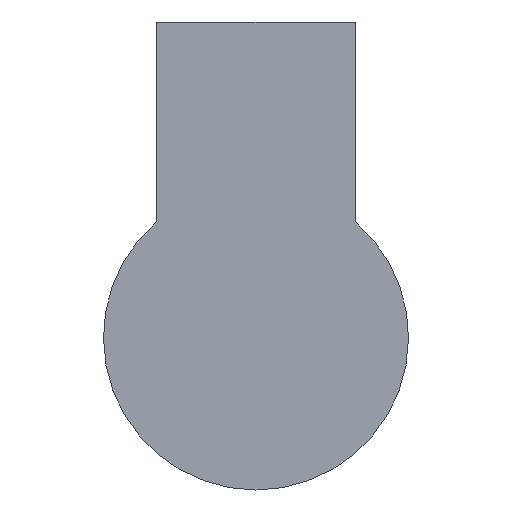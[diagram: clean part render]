
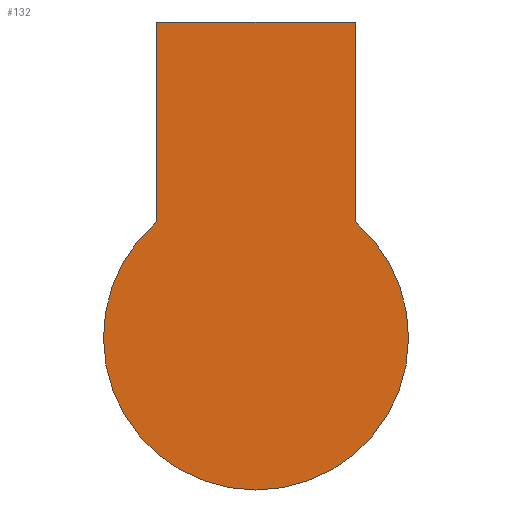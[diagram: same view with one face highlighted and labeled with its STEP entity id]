
A CAD part, front view. The second image highlights one B-rep face of the part: STEP entity #132.
In plain terms, the highlighted planar face has unit normal (0, -1, 0).
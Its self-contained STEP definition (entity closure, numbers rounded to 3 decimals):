
#49=PLANE('',#161);
#54=FACE_OUTER_BOUND('',#60,.T.);
#60=EDGE_LOOP('',(#115,#116,#117,#118));
#63=CIRCLE('',#156,46.);
#72=LINE('',#252,#80);
#73=LINE('',#256,#81);
#74=LINE('',#257,#82);
#80=VECTOR('',#195,10.);
#81=VECTOR('',#200,10.);
#82=VECTOR('',#201,10.);
#83=VERTEX_POINT('',#236);
#85=VERTEX_POINT('',#239);
#89=VERTEX_POINT('',#251);
#90=VERTEX_POINT('',#255);
#92=EDGE_CURVE('',#85,#83,#63,.T.);
#98=EDGE_CURVE('',#85,#89,#72,.T.);
#100=EDGE_CURVE('',#90,#83,#73,.T.);
#101=EDGE_CURVE('',#89,#90,#74,.T.);
#115=ORIENTED_EDGE('',*,*,#100,.F.);
#116=ORIENTED_EDGE('',*,*,#101,.F.);
#117=ORIENTED_EDGE('',*,*,#98,.F.);
#118=ORIENTED_EDGE('',*,*,#92,.T.);
#132=ADVANCED_FACE('',(#54),#49,.T.);
#156=AXIS2_PLACEMENT_3D('',#240,#183,#184);
#161=AXIS2_PLACEMENT_3D('',#254,#198,#199);
#183=DIRECTION('center_axis',(0.,-1.,0.));
#184=DIRECTION('ref_axis',(-1.,0.,0.));
#195=DIRECTION('',(0.,0.,1.));
#198=DIRECTION('center_axis',(0.,-1.,0.));
#199=DIRECTION('ref_axis',(0.,0.,-1.));
#200=DIRECTION('',(0.,0.,-1.));
#201=DIRECTION('',(1.,0.,0.));
#236=CARTESIAN_POINT('',(30.,-30.,-95.129));
#239=CARTESIAN_POINT('',(-30.,-30.,-95.129));
#240=CARTESIAN_POINT('Origin',(0.,-30.,-130.));
#251=CARTESIAN_POINT('',(-30.,-30.,-34.871));
#252=CARTESIAN_POINT('',(-30.,-30.,0.));
#254=CARTESIAN_POINT('Origin',(0.,-30.,-34.871));
#255=CARTESIAN_POINT('',(30.,-30.,-34.871));
#256=CARTESIAN_POINT('',(30.,-30.,0.));
#257=CARTESIAN_POINT('',(0.,-30.,-34.871));
